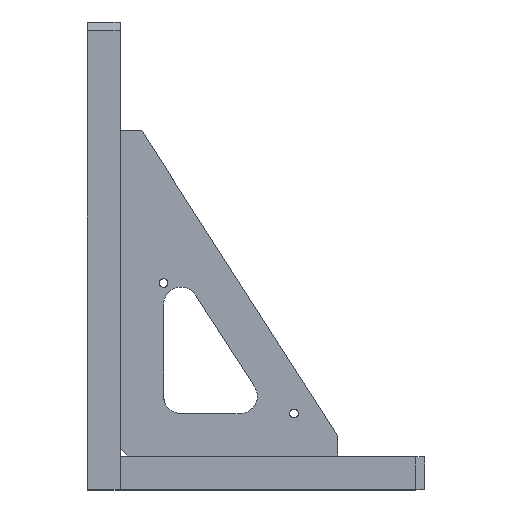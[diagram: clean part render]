
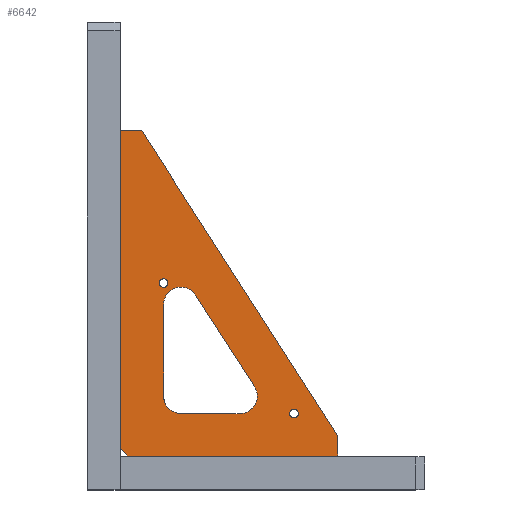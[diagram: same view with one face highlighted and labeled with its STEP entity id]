
A CAD part, top view. The second image highlights one B-rep face of the part: STEP entity #6642.
In plain terms, the highlighted face is planar.
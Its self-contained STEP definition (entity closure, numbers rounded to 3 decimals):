
#295 = EDGE_CURVE ( 'NONE', #1151, #10292, #8759, .T. ) ;
#410 = DIRECTION ( 'NONE',  ( 0., 1., 0. ) ) ;
#413 = CIRCLE ( 'NONE', #6295, 4. ) ;
#475 = CARTESIAN_POINT ( 'NONE',  ( 22.429, 10., 0. ) ) ;
#506 = DIRECTION ( 'NONE',  ( 0., 0., 1. ) ) ;
#549 = CARTESIAN_POINT ( 'NONE',  ( 36., 14., 0. ) ) ;
#595 = CARTESIAN_POINT ( 'NONE',  ( 22.429, 14., 0. ) ) ;
#614 = DIRECTION ( 'NONE',  ( 0., 0., 1. ) ) ;
#689 = ORIENTED_EDGE ( 'NONE', *, *, #3930, .T. ) ;
#966 = CARTESIAN_POINT ( 'NONE',  ( 19.064, 16.163, 0. ) ) ;
#989 = EDGE_CURVE ( 'NONE', #3333, #5767, #7406, .T. ) ;
#1065 = VERTEX_POINT ( 'NONE', #9528 ) ;
#1073 = LINE ( 'NONE', #11591, #4184 ) ;
#1151 = VERTEX_POINT ( 'NONE', #3730 ) ;
#1152 = VERTEX_POINT ( 'NONE', #7603 ) ;
#1188 = VECTOR ( 'NONE', #6282, 1000. ) ;
#1219 = CIRCLE ( 'NONE', #3053, 4. ) ;
#1247 = DIRECTION ( 'NONE',  ( -0.707, -0.707, 0. ) ) ;
#1304 = CARTESIAN_POINT ( 'NONE',  ( 19.064, 16.163, 0. ) ) ;
#1359 = LINE ( 'NONE', #9008, #6648 ) ;
#1456 = EDGE_CURVE ( 'NONE', #1707, #10879, #3692, .T. ) ;
#1571 = ORIENTED_EDGE ( 'NONE', *, *, #9603, .F. ) ;
#1580 = CARTESIAN_POINT ( 'NONE',  ( 0., 5., 0. ) ) ;
#1707 = VERTEX_POINT ( 'NONE', #966 ) ;
#1858 = DIRECTION ( 'NONE',  ( -1., 0., 0. ) ) ;
#2323 = ORIENTED_EDGE ( 'NONE', *, *, #12058, .T. ) ;
#2399 = DIRECTION ( 'NONE',  ( 0., 0., -1. ) ) ;
#2548 = EDGE_CURVE ( 'NONE', #11519, #3819, #1219, .T. ) ;
#2577 = EDGE_LOOP ( 'NONE', ( #3918, #12544 ) ) ;
#2579 = CARTESIAN_POINT ( 'NONE',  ( 50., 75., 0. ) ) ;
#2638 = CIRCLE ( 'NONE', #7279, 1. ) ;
#2662 = EDGE_LOOP ( 'NONE', ( #8647, #9073, #3952, #1571, #6329, #3876 ) ) ;
#2776 = EDGE_CURVE ( 'NONE', #1152, #1065, #413, .T. ) ;
#2989 = CARTESIAN_POINT ( 'NONE',  ( 36., 35.11, 0. ) ) ;
#3014 = VECTOR ( 'NONE', #410, 1000. ) ;
#3038 = VECTOR ( 'NONE', #12001, 1000. ) ;
#3053 = AXIS2_PLACEMENT_3D ( 'NONE', #2989, #7757, #1858 ) ;
#3208 = EDGE_CURVE ( 'NONE', #10908, #11647, #1359, .T. ) ;
#3212 = CARTESIAN_POINT ( 'NONE',  ( 0., 5., 0. ) ) ;
#3268 = EDGE_CURVE ( 'NONE', #10908, #7217, #5168, .T. ) ;
#3333 = VERTEX_POINT ( 'NONE', #3773 ) ;
#3414 = FACE_BOUND ( 'NONE', #11849, .T. ) ;
#3455 = DIRECTION ( 'NONE',  ( 0., 0., 1. ) ) ;
#3489 = FACE_OUTER_BOUND ( 'NONE', #2662, .T. ) ;
#3605 = CIRCLE ( 'NONE', #10526, 1. ) ;
#3692 = CIRCLE ( 'NONE', #7543, 4. ) ;
#3730 = CARTESIAN_POINT ( 'NONE',  ( 45., 75., 0. ) ) ;
#3773 = CARTESIAN_POINT ( 'NONE',  ( 41., 40., 0. ) ) ;
#3819 = VERTEX_POINT ( 'NONE', #11424 ) ;
#3841 = ORIENTED_EDGE ( 'NONE', *, *, #4373, .T. ) ;
#3874 = CARTESIAN_POINT ( 'NONE',  ( 45., 75., 0. ) ) ;
#3876 = ORIENTED_EDGE ( 'NONE', *, *, #3989, .F. ) ;
#3918 = ORIENTED_EDGE ( 'NONE', *, *, #7113, .T. ) ;
#3927 = CARTESIAN_POINT ( 'NONE',  ( 40., 35.11, 0. ) ) ;
#3930 = EDGE_CURVE ( 'NONE', #5767, #3333, #7899, .T. ) ;
#3952 = ORIENTED_EDGE ( 'NONE', *, *, #5571, .F. ) ;
#3989 = EDGE_CURVE ( 'NONE', #7217, #1151, #7948, .T. ) ;
#4166 = VERTEX_POINT ( 'NONE', #11341 ) ;
#4184 = VECTOR ( 'NONE', #11715, 1000. ) ;
#4237 = FACE_BOUND ( 'NONE', #9146, .T. ) ;
#4373 = EDGE_CURVE ( 'NONE', #1065, #11519, #10569, .T. ) ;
#4380 = ORIENTED_EDGE ( 'NONE', *, *, #2776, .T. ) ;
#5168 = LINE ( 'NONE', #12068, #3014 ) ;
#5253 = CARTESIAN_POINT ( 'NONE',  ( 0., 0., 0. ) ) ;
#5431 = ORIENTED_EDGE ( 'NONE', *, *, #10784, .T. ) ;
#5473 = VECTOR ( 'NONE', #9422, 1000. ) ;
#5571 = EDGE_CURVE ( 'NONE', #11675, #11647, #1073, .T. ) ;
#5767 = VERTEX_POINT ( 'NONE', #6337 ) ;
#6146 = DIRECTION ( 'NONE',  ( -1., 0., 0. ) ) ;
#6201 = ORIENTED_EDGE ( 'NONE', *, *, #1456, .T. ) ;
#6253 = DIRECTION ( 'NONE',  ( 1., 0., 0. ) ) ;
#6282 = DIRECTION ( 'NONE',  ( -1., 0., 0. ) ) ;
#6295 = AXIS2_PLACEMENT_3D ( 'NONE', #549, #8238, #7947 ) ;
#6329 = ORIENTED_EDGE ( 'NONE', *, *, #295, .F. ) ;
#6337 = CARTESIAN_POINT ( 'NONE',  ( 39., 40., 0. ) ) ;
#6341 = FACE_BOUND ( 'NONE', #2577, .T. ) ;
#6431 = AXIS2_PLACEMENT_3D ( 'NONE', #5253, #2399, #6146 ) ;
#6642 = ADVANCED_FACE ( 'NONE', ( #3414, #4237, #6341, #3489 ), #12091, .T. ) ;
#6648 = VECTOR ( 'NONE', #1247, 1000. ) ;
#7045 = CARTESIAN_POINT ( 'NONE',  ( 10., 10., 0. ) ) ;
#7113 = EDGE_CURVE ( 'NONE', #4166, #9324, #3605, .T. ) ;
#7217 = VERTEX_POINT ( 'NONE', #2579 ) ;
#7275 = AXIS2_PLACEMENT_3D ( 'NONE', #10713, #7691, #11605 ) ;
#7279 = AXIS2_PLACEMENT_3D ( 'NONE', #7045, #506, #8135 ) ;
#7383 = ORIENTED_EDGE ( 'NONE', *, *, #989, .T. ) ;
#7406 = CIRCLE ( 'NONE', #10074, 1. ) ;
#7543 = AXIS2_PLACEMENT_3D ( 'NONE', #595, #3455, #11304 ) ;
#7603 = CARTESIAN_POINT ( 'NONE',  ( 36., 10., 0. ) ) ;
#7691 = DIRECTION ( 'NONE',  ( 0., 0., 1. ) ) ;
#7692 = CARTESIAN_POINT ( 'NONE',  ( 40., 35.11, 0. ) ) ;
#7757 = DIRECTION ( 'NONE',  ( 0., 0., 1. ) ) ;
#7899 = CIRCLE ( 'NONE', #7275, 1. ) ;
#7947 = DIRECTION ( 'NONE',  ( -1., 0., 0. ) ) ;
#7948 = LINE ( 'NONE', #11026, #1188 ) ;
#8007 = CARTESIAN_POINT ( 'NONE',  ( 48., 0., 0. ) ) ;
#8135 = DIRECTION ( 'NONE',  ( 1., 0., 0. ) ) ;
#8238 = DIRECTION ( 'NONE',  ( 0., 0., 1. ) ) ;
#8251 = LINE ( 'NONE', #1580, #5473 ) ;
#8647 = ORIENTED_EDGE ( 'NONE', *, *, #3268, .F. ) ;
#8709 = CARTESIAN_POINT ( 'NONE',  ( 9., 10., 0. ) ) ;
#8759 = LINE ( 'NONE', #3874, #11463 ) ;
#9008 = CARTESIAN_POINT ( 'NONE',  ( 24., -24., 0. ) ) ;
#9073 = ORIENTED_EDGE ( 'NONE', *, *, #3208, .T. ) ;
#9146 = EDGE_LOOP ( 'NONE', ( #3841, #9757, #5431, #6201, #2323, #4380 ) ) ;
#9251 = CARTESIAN_POINT ( 'NONE',  ( 36., 10., 0. ) ) ;
#9324 = VERTEX_POINT ( 'NONE', #8709 ) ;
#9392 = CARTESIAN_POINT ( 'NONE',  ( 50., 2., 0. ) ) ;
#9422 = DIRECTION ( 'NONE',  ( 0., -1., 0. ) ) ;
#9528 = CARTESIAN_POINT ( 'NONE',  ( 40., 14., 0. ) ) ;
#9603 = EDGE_CURVE ( 'NONE', #10292, #11675, #8251, .T. ) ;
#9757 = ORIENTED_EDGE ( 'NONE', *, *, #2548, .T. ) ;
#10074 = AXIS2_PLACEMENT_3D ( 'NONE', #12078, #614, #10362 ) ;
#10292 = VERTEX_POINT ( 'NONE', #3212 ) ;
#10362 = DIRECTION ( 'NONE',  ( 1., 0., 0. ) ) ;
#10526 = AXIS2_PLACEMENT_3D ( 'NONE', #11257, #12013, #12208 ) ;
#10569 = LINE ( 'NONE', #3927, #11680 ) ;
#10713 = CARTESIAN_POINT ( 'NONE',  ( 40., 40., 0. ) ) ;
#10784 = EDGE_CURVE ( 'NONE', #3819, #1707, #12195, .T. ) ;
#10879 = VERTEX_POINT ( 'NONE', #475 ) ;
#10908 = VERTEX_POINT ( 'NONE', #9392 ) ;
#11026 = CARTESIAN_POINT ( 'NONE',  ( 45., 75., 0. ) ) ;
#11145 = CARTESIAN_POINT ( 'NONE',  ( 0., 0., 0. ) ) ;
#11194 = VECTOR ( 'NONE', #6253, 1000. ) ;
#11257 = CARTESIAN_POINT ( 'NONE',  ( 10., 10., 0. ) ) ;
#11304 = DIRECTION ( 'NONE',  ( -1., 0., 0. ) ) ;
#11341 = CARTESIAN_POINT ( 'NONE',  ( 11., 10., 0. ) ) ;
#11424 = CARTESIAN_POINT ( 'NONE',  ( 32.635, 37.273, 0. ) ) ;
#11463 = VECTOR ( 'NONE', #12491, 1000. ) ;
#11519 = VERTEX_POINT ( 'NONE', #7692 ) ;
#11591 = CARTESIAN_POINT ( 'NONE',  ( 0., 0., 0. ) ) ;
#11605 = DIRECTION ( 'NONE',  ( 1., 0., 0. ) ) ;
#11647 = VERTEX_POINT ( 'NONE', #8007 ) ;
#11675 = VERTEX_POINT ( 'NONE', #11145 ) ;
#11680 = VECTOR ( 'NONE', #11712, 1000. ) ;
#11712 = DIRECTION ( 'NONE',  ( 0., 1., 0. ) ) ;
#11713 = EDGE_CURVE ( 'NONE', #9324, #4166, #2638, .T. ) ;
#11715 = DIRECTION ( 'NONE',  ( 1., 0., 0. ) ) ;
#11849 = EDGE_LOOP ( 'NONE', ( #7383, #689 ) ) ;
#12001 = DIRECTION ( 'NONE',  ( -0.541, -0.841, 0. ) ) ;
#12004 = LINE ( 'NONE', #9251, #11194 ) ;
#12013 = DIRECTION ( 'NONE',  ( 0., 0., 1. ) ) ;
#12058 = EDGE_CURVE ( 'NONE', #10879, #1152, #12004, .T. ) ;
#12068 = CARTESIAN_POINT ( 'NONE',  ( 50., 0., 0. ) ) ;
#12078 = CARTESIAN_POINT ( 'NONE',  ( 40., 40., 0. ) ) ;
#12091 = PLANE ( 'NONE',  #6431 ) ;
#12195 = LINE ( 'NONE', #1304, #3038 ) ;
#12208 = DIRECTION ( 'NONE',  ( 1., 0., 0. ) ) ;
#12491 = DIRECTION ( 'NONE',  ( -0.541, -0.841, 0. ) ) ;
#12544 = ORIENTED_EDGE ( 'NONE', *, *, #11713, .T. ) ;
